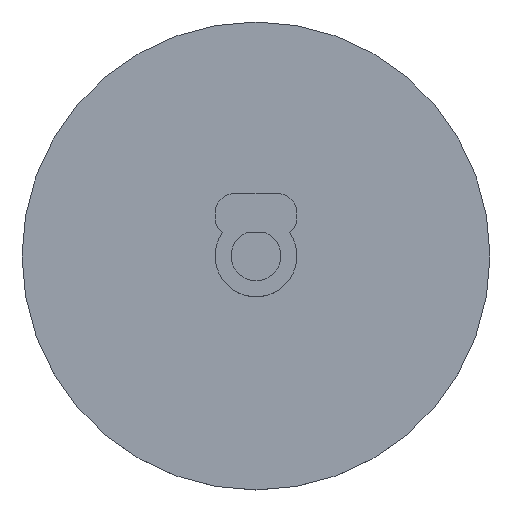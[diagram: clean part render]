
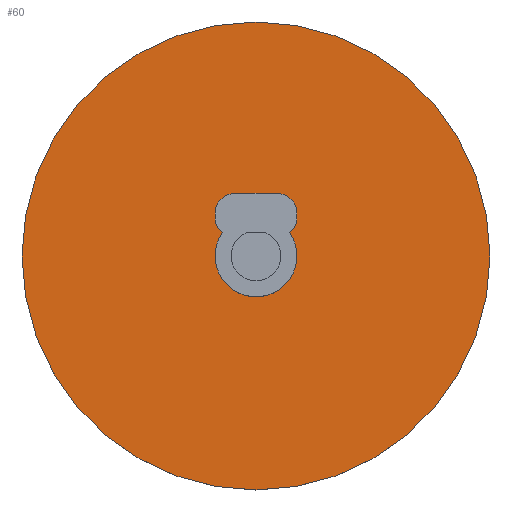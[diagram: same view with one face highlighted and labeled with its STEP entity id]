
A CAD part, top view. The second image highlights one B-rep face of the part: STEP entity #60.
In plain terms, the highlighted planar face has unit normal (0, 0, 1).
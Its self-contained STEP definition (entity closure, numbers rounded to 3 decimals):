
#44=FACE_BOUND('',#104,.T.);
#45=FACE_BOUND('',#105,.T.);
#60=ADVANCED_FACE('',(#44,#45),#80,.T.);
#80=PLANE('',#358);
#104=EDGE_LOOP('',(#180));
#105=EDGE_LOOP('',(#181,#182,#183,#184,#185,#186,#187,#188));
#134=LINE('',#513,#156);
#135=LINE('',#518,#157);
#136=LINE('',#526,#158);
#156=VECTOR('',#406,1.);
#157=VECTOR('',#409,1.);
#158=VECTOR('',#416,1.);
#180=ORIENTED_EDGE('',*,*,#293,.T.);
#181=ORIENTED_EDGE('',*,*,#294,.F.);
#182=ORIENTED_EDGE('',*,*,#295,.T.);
#183=ORIENTED_EDGE('',*,*,#296,.T.);
#184=ORIENTED_EDGE('',*,*,#297,.T.);
#185=ORIENTED_EDGE('',*,*,#298,.F.);
#186=ORIENTED_EDGE('',*,*,#299,.T.);
#187=ORIENTED_EDGE('',*,*,#300,.F.);
#188=ORIENTED_EDGE('',*,*,#301,.T.);
#264=VERTEX_POINT('',#512);
#265=VERTEX_POINT('',#514);
#266=VERTEX_POINT('',#515);
#267=VERTEX_POINT('',#517);
#268=VERTEX_POINT('',#519);
#269=VERTEX_POINT('',#521);
#270=VERTEX_POINT('',#523);
#271=VERTEX_POINT('',#525);
#272=VERTEX_POINT('',#527);
#293=EDGE_CURVE('',#264,#264,#329,.T.);
#294=EDGE_CURVE('',#265,#266,#134,.T.);
#295=EDGE_CURVE('',#265,#267,#330,.T.);
#296=EDGE_CURVE('',#267,#268,#135,.T.);
#297=EDGE_CURVE('',#268,#269,#331,.T.);
#298=EDGE_CURVE('',#270,#269,#332,.T.);
#299=EDGE_CURVE('',#270,#271,#333,.T.);
#300=EDGE_CURVE('',#272,#271,#136,.T.);
#301=EDGE_CURVE('',#272,#266,#334,.T.);
#329=CIRCLE('',#352,30.);
#330=CIRCLE('',#353,2.5);
#331=CIRCLE('',#354,2.5);
#332=CIRCLE('',#355,5.25);
#333=CIRCLE('',#356,2.5);
#334=CIRCLE('',#357,2.5);
#352=AXIS2_PLACEMENT_3D('',#511,#404,#405);
#353=AXIS2_PLACEMENT_3D('',#516,#407,#408);
#354=AXIS2_PLACEMENT_3D('',#520,#410,#411);
#355=AXIS2_PLACEMENT_3D('',#522,#412,#413);
#356=AXIS2_PLACEMENT_3D('',#524,#414,#415);
#357=AXIS2_PLACEMENT_3D('',#528,#417,#418);
#358=AXIS2_PLACEMENT_3D('',#529,#419,#420);
#404=DIRECTION('',(0.,0.,1.));
#405=DIRECTION('',(1.,0.,0.));
#406=DIRECTION('',(-1.,0.,0.));
#407=DIRECTION('',(0.,0.,-1.));
#408=DIRECTION('',(1.,0.,0.));
#409=DIRECTION('',(0.,-1.,0.));
#410=DIRECTION('',(0.,0.,-1.));
#411=DIRECTION('',(1.,0.,0.));
#412=DIRECTION('',(0.,0.,1.));
#413=DIRECTION('',(1.,0.,0.));
#414=DIRECTION('',(0.,0.,-1.));
#415=DIRECTION('',(1.,0.,0.));
#416=DIRECTION('',(0.,-1.,0.));
#417=DIRECTION('',(0.,0.,-1.));
#418=DIRECTION('',(1.,0.,0.));
#419=DIRECTION('',(0.,0.,1.));
#420=DIRECTION('',(1.,0.,0.));
#511=CARTESIAN_POINT('',(0.,0.,2.));
#512=CARTESIAN_POINT('',(30.,0.,2.));
#513=CARTESIAN_POINT('',(5.25,8.,2.));
#514=CARTESIAN_POINT('',(2.75,8.,2.));
#515=CARTESIAN_POINT('',(-2.75,8.,2.));
#516=CARTESIAN_POINT('',(2.75,5.5,2.));
#517=CARTESIAN_POINT('',(5.25,5.5,2.));
#518=CARTESIAN_POINT('',(5.25,8.,2.));
#519=CARTESIAN_POINT('',(5.25,4.955,2.));
#520=CARTESIAN_POINT('',(2.75,4.955,2.));
#521=CARTESIAN_POINT('',(4.308,3.,2.));
#522=CARTESIAN_POINT('',(0.,0.,2.));
#523=CARTESIAN_POINT('',(-4.308,3.,2.));
#524=CARTESIAN_POINT('',(-2.75,4.955,2.));
#525=CARTESIAN_POINT('',(-5.25,4.955,2.));
#526=CARTESIAN_POINT('',(-5.25,8.,2.));
#527=CARTESIAN_POINT('',(-5.25,5.5,2.));
#528=CARTESIAN_POINT('',(-2.75,5.5,2.));
#529=CARTESIAN_POINT('',(0.,0.,2.));
